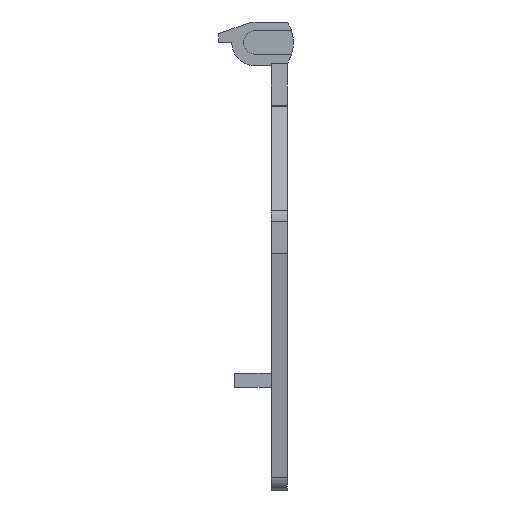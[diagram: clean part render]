
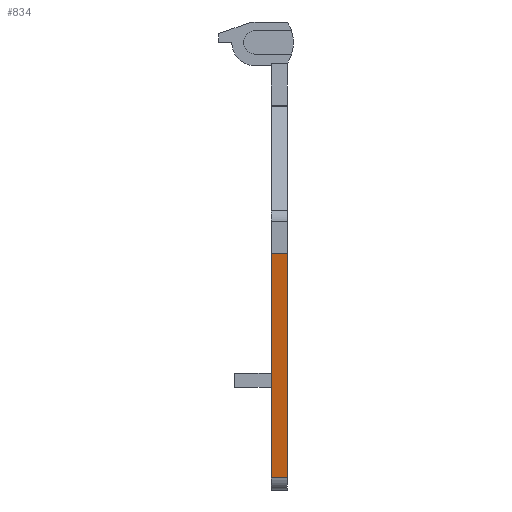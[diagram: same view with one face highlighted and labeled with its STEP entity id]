
A CAD part, front view. The second image highlights one B-rep face of the part: STEP entity #834.
In plain terms, the highlighted planar face has unit normal (0, -0.985, -0.174).
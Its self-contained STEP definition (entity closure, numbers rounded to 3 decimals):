
#814=AXIS2_PLACEMENT_3D('Plane Axis2P3D',#811,#812,#813) ;
#236=CARTESIAN_POINT('Vertex',(3.6,2.711,0.826)) ;
#239=CARTESIAN_POINT('Line Origine',(3.6,1.355,8.512)) ;
#243=CARTESIAN_POINT('Vertex',(3.6,0.,16.198)) ;
#796=CARTESIAN_POINT('Vertex',(4.7,2.711,0.826)) ;
#799=CARTESIAN_POINT('Line Origine',(3.6,2.711,0.826)) ;
#811=CARTESIAN_POINT('Axis2P3D Location',(3.6,2.711,0.826)) ;
#816=CARTESIAN_POINT('Line Origine',(4.7,1.355,8.512)) ;
#820=CARTESIAN_POINT('Vertex',(4.7,0.,16.198)) ;
#823=CARTESIAN_POINT('Line Origine',(4.15,0.,16.198)) ;
#240=DIRECTION('Vector Direction',(0.,-0.174,0.985)) ;
#800=DIRECTION('Vector Direction',(-1.,0.,0.)) ;
#812=DIRECTION('Axis2P3D Direction',(0.,0.985,0.174)) ;
#813=DIRECTION('Axis2P3D XDirection',(0.,0.174,-0.985)) ;
#817=DIRECTION('Vector Direction',(0.,-0.174,0.985)) ;
#824=DIRECTION('Vector Direction',(1.,0.,0.)) ;
#241=VECTOR('Line Direction',#240,1.) ;
#801=VECTOR('Line Direction',#800,1.) ;
#818=VECTOR('Line Direction',#817,1.) ;
#825=VECTOR('Line Direction',#824,1.) ;
#829=ORIENTED_EDGE('',*,*,#822,.T.) ;
#830=ORIENTED_EDGE('',*,*,#827,.F.) ;
#831=ORIENTED_EDGE('',*,*,#245,.F.) ;
#832=ORIENTED_EDGE('',*,*,#803,.T.) ;
#834=ADVANCED_FACE('V1',(#833),#815,.F.) ;
#245=EDGE_CURVE('',#237,#244,#242,.T.) ;
#803=EDGE_CURVE('',#237,#797,#802,.F.) ;
#822=EDGE_CURVE('',#797,#821,#819,.T.) ;
#827=EDGE_CURVE('',#244,#821,#826,.T.) ;
#828=EDGE_LOOP('',(#829,#830,#831,#832)) ;
#833=FACE_OUTER_BOUND('',#828,.T.) ;
#242=LINE('Line',#239,#241) ;
#802=LINE('Line',#799,#801) ;
#819=LINE('Line',#816,#818) ;
#826=LINE('Line',#823,#825) ;
#815=PLANE('',#814) ;
#237=VERTEX_POINT('',#236) ;
#244=VERTEX_POINT('',#243) ;
#797=VERTEX_POINT('',#796) ;
#821=VERTEX_POINT('',#820) ;
